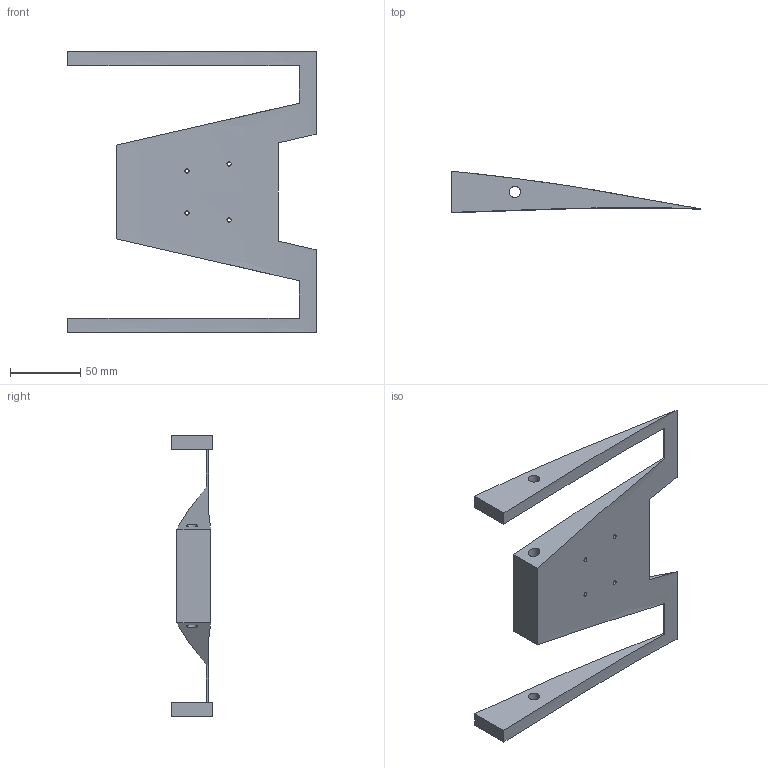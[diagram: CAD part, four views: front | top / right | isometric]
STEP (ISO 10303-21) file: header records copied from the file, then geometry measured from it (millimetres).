
FILE_DESCRIPTION(('FreeCAD Model'),'2;1');
FILE_NAME('Open CASCADE Shape Model','2025-04-16T08:51:45',(''),(''), 'Open CASCADE STEP processor 7.7','FreeCAD','Unknown');
FILE_SCHEMA(('AUTOMOTIVE_DESIGN { 1 0 10303 214 1 1 1 1 }'));
Length unit declared in the file: millimetre
Products named in the file (1): Clone
Bounding box: 177.12 x 29.36 x 200 mm (x, y, z)
Volume: 191499.8 mm3; surface area: 51623.8 mm2
Topology: 1 solids, 1 shells, 23 faces, 71 edges, 50 vertices
Faces by surface type: plane 14, cylinder 7, extrusion 2
Full cylindrical faces by diameter (mm): 3 x4, 8.2 x3
Entity records: 3151 total; most frequent: CARTESIAN_POINT 2539, ORIENTED_EDGE 142, DIRECTION 79, EDGE_CURVE 71, VERTEX_POINT 50, B_SPLINE_CURVE_WITH_KNOTS 46, FACE_BOUND 37, EDGE_LOOP 37
